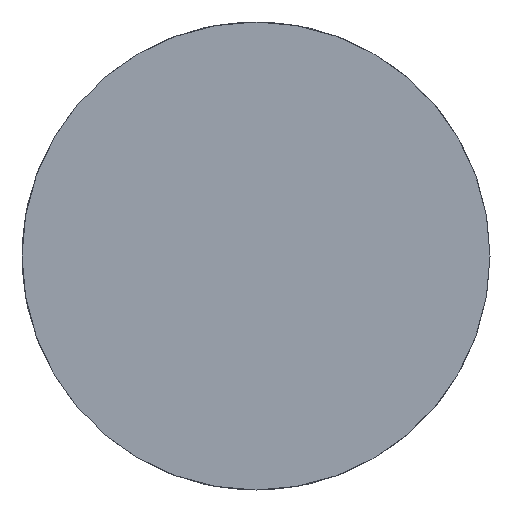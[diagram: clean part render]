
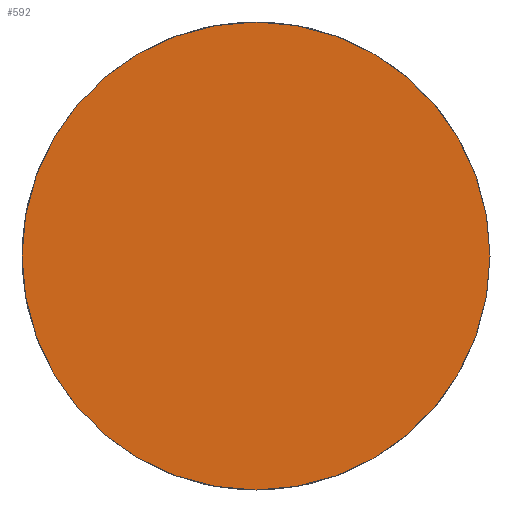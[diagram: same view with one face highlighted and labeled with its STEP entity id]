
A CAD part, front view. The second image highlights one B-rep face of the part: STEP entity #592.
In plain terms, the highlighted planar face has unit normal (0, -1, 0).
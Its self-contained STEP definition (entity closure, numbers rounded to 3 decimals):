
#34=PLANE('',#668);
#72=FACE_OUTER_BOUND('',#107,.T.);
#107=EDGE_LOOP('',(#549));
#151=CIRCLE('',#665,15.);
#291=VERTEX_POINT('',#2712);
#376=EDGE_CURVE('',#291,#291,#151,.T.);
#549=ORIENTED_EDGE('',*,*,#376,.F.);
#592=ADVANCED_FACE('',(#72),#34,.F.);
#665=AXIS2_PLACEMENT_3D('',#2714,#810,#811);
#668=AXIS2_PLACEMENT_3D('',#2717,#816,#817);
#810=DIRECTION('center_axis',(0.,1.,0.));
#811=DIRECTION('ref_axis',(-1.,0.,0.));
#816=DIRECTION('center_axis',(0.,1.,0.));
#817=DIRECTION('ref_axis',(0.,0.,1.));
#2712=CARTESIAN_POINT('',(15.,0.,0.));
#2714=CARTESIAN_POINT('Origin',(0.,0.,0.));
#2717=CARTESIAN_POINT('Origin',(0.,0.,0.));
